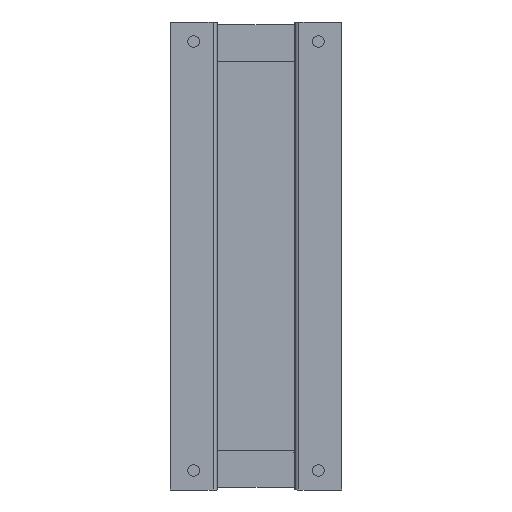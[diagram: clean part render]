
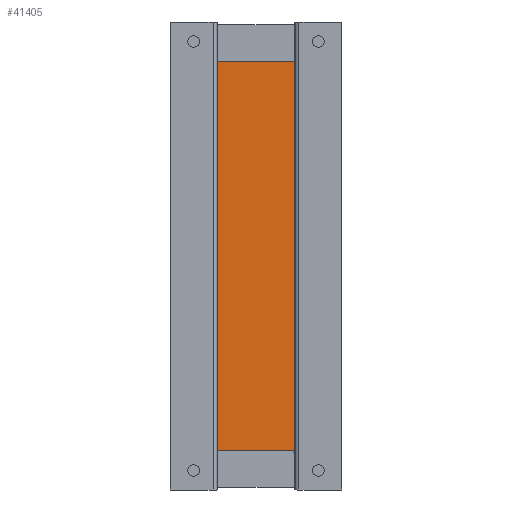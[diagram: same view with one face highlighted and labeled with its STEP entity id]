
A CAD part, front view. The second image highlights one B-rep face of the part: STEP entity #41405.
In plain terms, the highlighted planar face has unit normal (0, -1, 0).
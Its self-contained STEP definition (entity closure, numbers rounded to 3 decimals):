
#2942=FACE_OUTER_BOUND('',#5314,.T.);
#5314=EDGE_LOOP('',(#27540,#27541,#27542,#27543));
#8016=LINE('',#57751,#12752);
#8017=LINE('',#57754,#12753);
#8018=LINE('',#57756,#12754);
#8019=LINE('',#57757,#12755);
#12752=VECTOR('',#47292,10.);
#12753=VECTOR('',#47295,10.);
#12754=VECTOR('',#47296,10.);
#12755=VECTOR('',#47297,10.);
#17481=VERTEX_POINT('',#57744);
#17484=VERTEX_POINT('',#57749);
#17485=VERTEX_POINT('',#57753);
#17486=VERTEX_POINT('',#57755);
#21464=EDGE_CURVE('',#17481,#17484,#8016,.T.);
#21465=EDGE_CURVE('',#17485,#17481,#8017,.T.);
#21466=EDGE_CURVE('',#17486,#17484,#8018,.T.);
#21467=EDGE_CURVE('',#17485,#17486,#8019,.T.);
#27540=ORIENTED_EDGE('',*,*,#21465,.T.);
#27541=ORIENTED_EDGE('',*,*,#21464,.T.);
#27542=ORIENTED_EDGE('',*,*,#21466,.F.);
#27543=ORIENTED_EDGE('',*,*,#21467,.F.);
#39623=PLANE('',#44379);
#41405=ADVANCED_FACE('',(#2942),#39623,.T.);
#44379=AXIS2_PLACEMENT_3D('',#57752,#47293,#47294);
#47292=DIRECTION('',(1.,0.,0.));
#47293=DIRECTION('center_axis',(0.,-1.,0.));
#47294=DIRECTION('ref_axis',(0.,0.,-1.));
#47295=DIRECTION('',(0.,0.,-1.));
#47296=DIRECTION('',(0.,0.,-1.));
#47297=DIRECTION('',(1.,0.,0.));
#57744=CARTESIAN_POINT('',(0.,0.,0.));
#57749=CARTESIAN_POINT('',(60.,0.,0.));
#57751=CARTESIAN_POINT('',(0.,0.,0.));
#57752=CARTESIAN_POINT('Origin',(0.,0.,300.));
#57753=CARTESIAN_POINT('',(0.,0.,300.));
#57754=CARTESIAN_POINT('',(0.,0.,300.));
#57755=CARTESIAN_POINT('',(60.,0.,300.));
#57756=CARTESIAN_POINT('',(60.,0.,300.));
#57757=CARTESIAN_POINT('',(0.,0.,300.));
